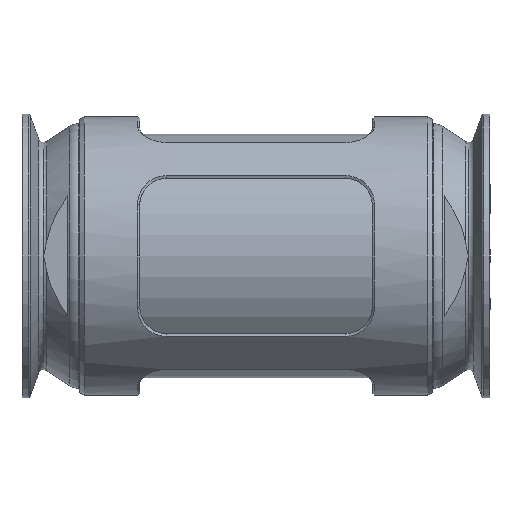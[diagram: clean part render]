
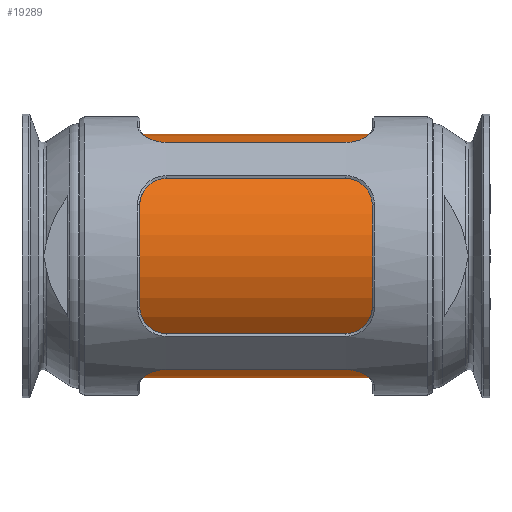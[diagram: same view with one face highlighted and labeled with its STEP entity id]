
A CAD part, front view. The second image highlights one B-rep face of the part: STEP entity #19289.
In plain terms, the highlighted cylindrical face has radius 45.5 mm (diameter 91 mm), a partial arc.
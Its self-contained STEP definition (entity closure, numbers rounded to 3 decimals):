
#2164 = LINE ( 'NONE', #11279, #12517 ) ;
#2378 = FACE_OUTER_BOUND ( 'NONE', #8652, .T. ) ;
#3125 = EDGE_CURVE ( 'NONE', #9980, #4683, #16786, .T. ) ;
#3194 = DIRECTION ( 'NONE',  ( -1., 0., 0. ) ) ;
#3292 = DIRECTION ( 'NONE',  ( -1., 0., 0. ) ) ;
#3299 = EDGE_CURVE ( 'NONE', #7386, #4683, #11848, .T. ) ;
#3333 = EDGE_CURVE ( 'NONE', #7662, #7386, #2164, .T. ) ;
#3924 = CYLINDRICAL_SURFACE ( 'NONE', #5369, 45.5 ) ;
#4061 = DIRECTION ( 'NONE',  ( 0., 0., -1. ) ) ;
#4101 = EDGE_CURVE ( 'NONE', #9980, #7662, #19960, .T. ) ;
#4340 = DIRECTION ( 'NONE',  ( -1., 0., 0. ) ) ;
#4683 = VERTEX_POINT ( 'NONE', #18199 ) ;
#5138 = CARTESIAN_POINT ( 'NONE',  ( 123.5, 0., -45.5 ) ) ;
#5369 = AXIS2_PLACEMENT_3D ( 'NONE', #13344, #4340, #5876 ) ;
#5612 = CARTESIAN_POINT ( 'NONE',  ( 124., 0., -45.5 ) ) ;
#5876 = DIRECTION ( 'NONE',  ( 0., 0., 1. ) ) ;
#6096 = DIRECTION ( 'NONE',  ( 0., 0., -1. ) ) ;
#6873 = AXIS2_PLACEMENT_3D ( 'NONE', #8912, #7052, #4061 ) ;
#7052 = DIRECTION ( 'NONE',  ( 1., 0., 0. ) ) ;
#7386 = VERTEX_POINT ( 'NONE', #18722 ) ;
#7662 = VERTEX_POINT ( 'NONE', #12714 ) ;
#7866 = ORIENTED_EDGE ( 'NONE', *, *, #3125, .F. ) ;
#8652 = EDGE_LOOP ( 'NONE', ( #7866, #12281, #9833, #11038 ) ) ;
#8912 = CARTESIAN_POINT ( 'NONE',  ( 0.5, 0., 0. ) ) ;
#9833 = ORIENTED_EDGE ( 'NONE', *, *, #3333, .T. ) ;
#9980 = VERTEX_POINT ( 'NONE', #5138 ) ;
#11038 = ORIENTED_EDGE ( 'NONE', *, *, #3299, .T. ) ;
#11073 = AXIS2_PLACEMENT_3D ( 'NONE', #20261, #3194, #6096 ) ;
#11279 = CARTESIAN_POINT ( 'NONE',  ( 124., 0., 45.5 ) ) ;
#11848 = CIRCLE ( 'NONE', #6873, 45.5 ) ;
#12281 = ORIENTED_EDGE ( 'NONE', *, *, #4101, .T. ) ;
#12517 = VECTOR ( 'NONE', #3292, 1000. ) ;
#12714 = CARTESIAN_POINT ( 'NONE',  ( 123.5, 0., 45.5 ) ) ;
#13344 = CARTESIAN_POINT ( 'NONE',  ( 124., 0., 0. ) ) ;
#13482 = VECTOR ( 'NONE', #15337, 1000. ) ;
#15337 = DIRECTION ( 'NONE',  ( -1., 0., 0. ) ) ;
#16786 = LINE ( 'NONE', #5612, #13482 ) ;
#18199 = CARTESIAN_POINT ( 'NONE',  ( 0.5, 0., -45.5 ) ) ;
#18722 = CARTESIAN_POINT ( 'NONE',  ( 0.5, 0., 45.5 ) ) ;
#19289 = ADVANCED_FACE ( 'NONE', ( #2378 ), #3924, .T. ) ;
#19960 = CIRCLE ( 'NONE', #11073, 45.5 ) ;
#20261 = CARTESIAN_POINT ( 'NONE',  ( 123.5, 0., 0. ) ) ;
